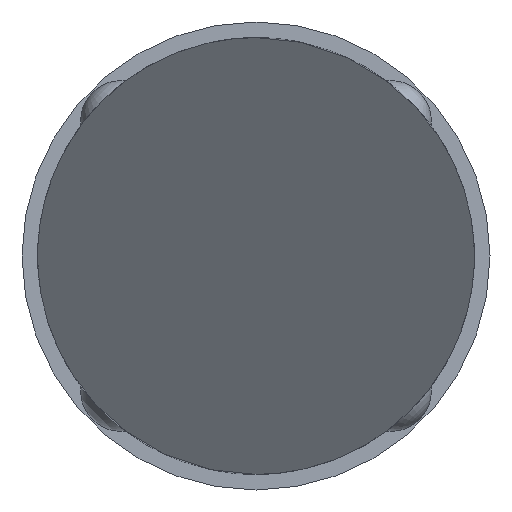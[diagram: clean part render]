
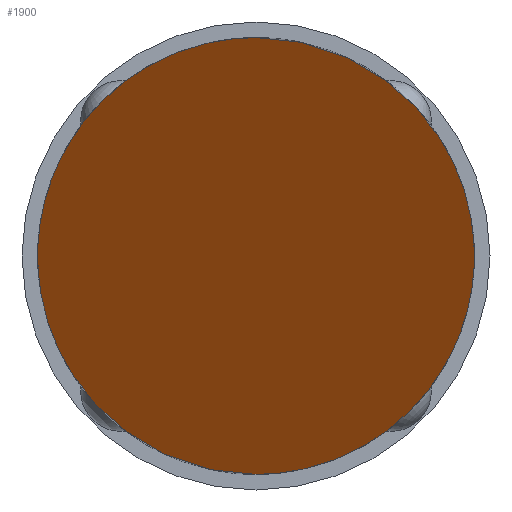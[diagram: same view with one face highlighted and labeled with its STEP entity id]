
A CAD part, front view. The second image highlights one B-rep face of the part: STEP entity #1900.
In plain terms, the highlighted planar face has unit normal (-0.707, -0.707, 0).
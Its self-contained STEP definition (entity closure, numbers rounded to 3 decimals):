
#30 = CARTESIAN_POINT ( 'NONE',  ( 0., -19.2, -2.8 ) ) ;
#118 = EDGE_LOOP ( 'NONE', ( #3450, #2360 ) ) ;
#285 = CARTESIAN_POINT ( 'NONE',  ( 5.6, -24.8, 2.8 ) ) ;
#633 = CARTESIAN_POINT ( 'NONE',  ( -5.6, -13.6, -2.8 ) ) ;
#819 = DIRECTION ( 'NONE',  ( 0.707, -0.707, 0. ) ) ;
#1064 = CARTESIAN_POINT ( 'NONE',  ( -5.6, -13.6, 2.8 ) ) ;
#1127 = EDGE_CURVE ( 'Defeature ausgef�hrt1_0+Defeature ausgef�hrt1_4+Defeature ausgef�hrt1_4+Defeature ausgef�hrt1_4', #2799, #2228, #3879, .T. ) ;
#1488 = CARTESIAN_POINT ( 'NONE',  ( 5.6, -24.8, -2.8 ) ) ;
#1853 = CARTESIAN_POINT ( 'NONE',  ( 0., -19.2, 2.8 ) ) ;
#1900 = ADVANCED_FACE ( 'Defeature ausgef�hrt1_4', ( #2971 ), #3845, .F. ) ;
#1911 = EDGE_CURVE ( 'Defeature ausgef�hrt1_0+Defeature ausgef�hrt1_4+Defeature ausgef�hrt1_4+Defeature ausgef�hrt1_4', #2228, #2799, #2124, .T. ) ;
#2098 = CARTESIAN_POINT ( 'NONE',  ( 0., -19.2, 2.8 ) ) ;
#2124 =( BOUNDED_CURVE ( )  B_SPLINE_CURVE ( 3, ( #2098, #285, #1488, #2912 ),
 .UNSPECIFIED., .F., .F. ) 
 B_SPLINE_CURVE_WITH_KNOTS ( ( 4, 4 ),
 ( 1.571, 4.712 ),
 .UNSPECIFIED. ) 
 CURVE ( )  GEOMETRIC_REPRESENTATION_ITEM ( )  RATIONAL_B_SPLINE_CURVE ( ( 1., 0.333, 0.333, 1. ) ) 
 REPRESENTATION_ITEM ( '' )  );
#2228 = VERTEX_POINT ( 'NONE', #2313 ) ;
#2313 = CARTESIAN_POINT ( 'NONE',  ( 0., -19.2, 2.8 ) ) ;
#2360 = ORIENTED_EDGE ( 'NONE', *, *, #1911, .F. ) ;
#2631 = DIRECTION ( 'NONE',  ( 0.707, 0.707, 0. ) ) ;
#2799 = VERTEX_POINT ( 'NONE', #3372 ) ;
#2912 = CARTESIAN_POINT ( 'NONE',  ( 0., -19.2, -2.8 ) ) ;
#2971 = FACE_OUTER_BOUND ( 'NONE', #118, .T. ) ;
#3371 = AXIS2_PLACEMENT_3D ( 'NONE', #3825, #2631, #819 ) ;
#3372 = CARTESIAN_POINT ( 'NONE',  ( 0., -19.2, -2.8 ) ) ;
#3450 = ORIENTED_EDGE ( 'NONE', *, *, #1127, .F. ) ;
#3825 = CARTESIAN_POINT ( 'NONE',  ( -4.2, -15., 3. ) ) ;
#3845 = PLANE ( 'NONE',  #3371 ) ;
#3879 =( BOUNDED_CURVE ( )  B_SPLINE_CURVE ( 3, ( #30, #633, #1064, #1853 ),
 .UNSPECIFIED., .F., .F. ) 
 B_SPLINE_CURVE_WITH_KNOTS ( ( 4, 4 ),
 ( 4.712, 7.854 ),
 .UNSPECIFIED. ) 
 CURVE ( )  GEOMETRIC_REPRESENTATION_ITEM ( )  RATIONAL_B_SPLINE_CURVE ( ( 1., 0.333, 0.333, 1. ) ) 
 REPRESENTATION_ITEM ( '' )  );
